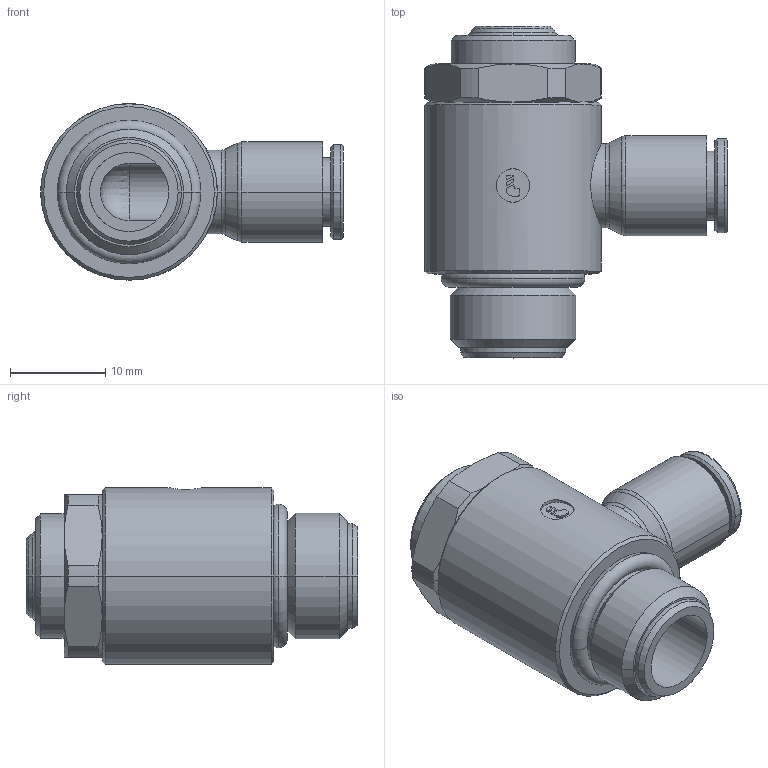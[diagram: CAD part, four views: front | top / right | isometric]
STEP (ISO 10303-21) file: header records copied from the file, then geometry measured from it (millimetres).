
FILE_DESCRIPTION(('STEP AP214'),'1');
FILE_NAME('7010_06_13.stp','2016-07-07T14:53:40',('TraceParts'),('TraceParts S.A.'),'Spatial InterOp 3D',' ',' ');
FILE_SCHEMA(('automotive_design'));
Length unit declared in the file: millimetre
Products named in the file (1): 1
Bounding box: 31.7 x 34.78 x 18.5 mm (x, y, z)
Volume: 6904.4 mm3; surface area: 3736.3 mm2
Topology: 1 solids, 1 shells, 124 faces, 297 edges, 185 vertices
Faces by surface type: cylinder 38, cone 36, plane 35, torus 14, sphere 1
Entity records: 3847 total; most frequent: CARTESIAN_POINT 912, DIRECTION 664, ORIENTED_EDGE 590, EDGE_CURVE 295, AXIS2_PLACEMENT_3D 277, VERTEX_POINT 185, CIRCLE 152, EDGE_LOOP 138
